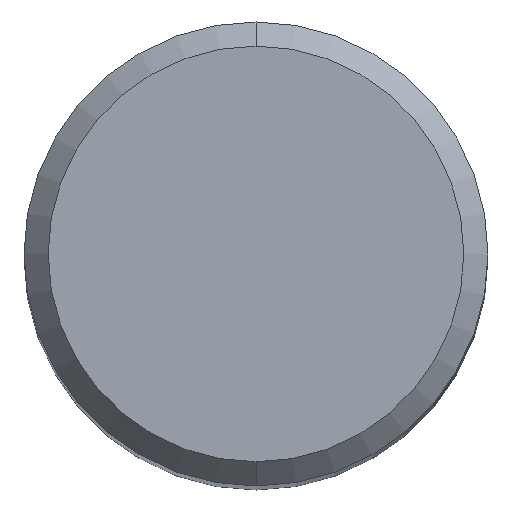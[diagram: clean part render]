
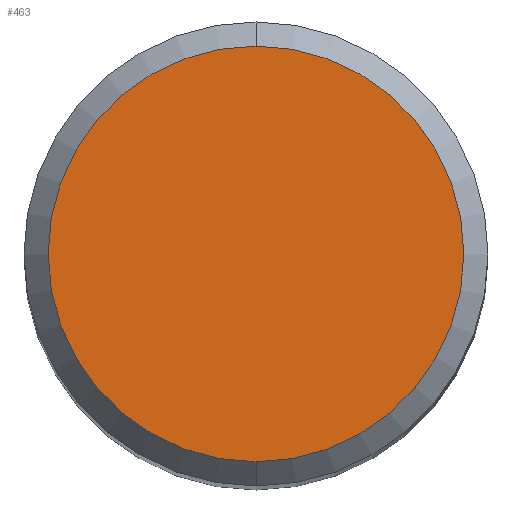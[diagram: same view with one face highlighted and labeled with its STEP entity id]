
A CAD part, top view. The second image highlights one B-rep face of the part: STEP entity #463.
In plain terms, the highlighted planar face has unit normal (0, 0, 1).
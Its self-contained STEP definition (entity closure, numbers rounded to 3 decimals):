
#293=VERTEX_POINT('',#688);
#397=VERTEX_POINT('',#801);
#463=ADVANCED_FACE('',(#876),#877,.T.);
#537=EDGE_CURVE('',#293,#397,#959,.T.);
#557=EDGE_CURVE('',#397,#293,#982,.T.);
#688=CARTESIAN_POINT('',(0.0,4.3,0.0));
#801=CARTESIAN_POINT('',(0.,-4.3,0.0));
#876=FACE_OUTER_BOUND('',#1496,.T.);
#877=PLANE('',#1497);
#959=CIRCLE('',#1689,4.3);
#982=CIRCLE('',#1744,4.3);
#1496=EDGE_LOOP('',(#2114,#2115));
#1497=AXIS2_PLACEMENT_3D('',#2116,#2117,#2118);
#1689=AXIS2_PLACEMENT_3D('',#2200,#2201,#2202);
#1744=AXIS2_PLACEMENT_3D('',#2241,#2242,#2243);
#2114=ORIENTED_EDGE('',*,*,#537,.F.);
#2115=ORIENTED_EDGE('',*,*,#557,.F.);
#2116=CARTESIAN_POINT('',(0.0,2.15,0.0));
#2117=DIRECTION('',(-0.0,0.0,1.0));
#2118=DIRECTION('',(0.0,-1.0,0.0));
#2200=CARTESIAN_POINT('',(0.0,0.0,0.0));
#2201=DIRECTION('',(0.0,0.0,-1.0));
#2202=DIRECTION('',(0.0,1.0,0.0));
#2241=CARTESIAN_POINT('',(0.0,0.0,0.0));
#2242=DIRECTION('',(0.0,0.0,-1.0));
#2243=DIRECTION('',(0.0,1.0,0.0));
